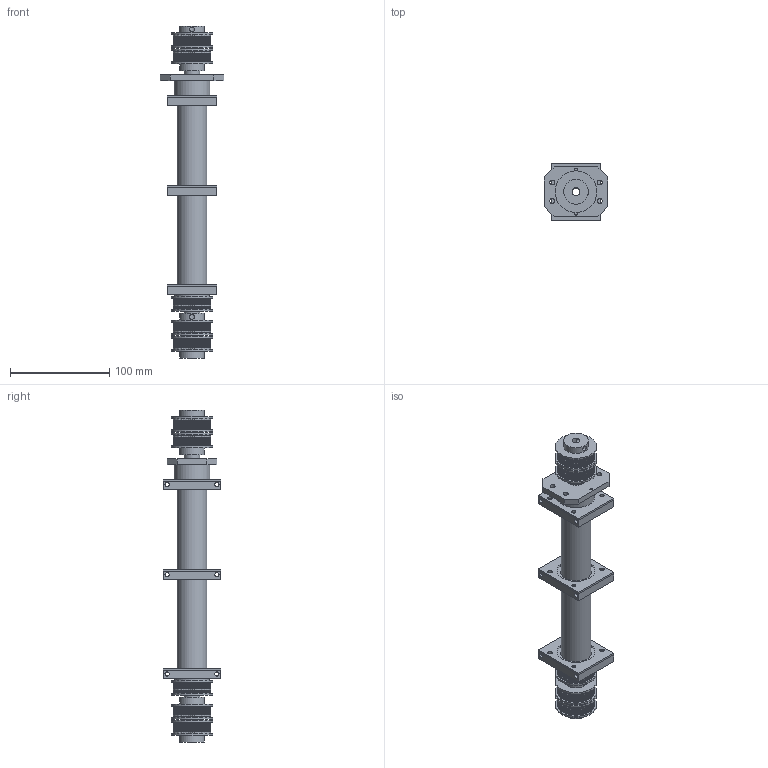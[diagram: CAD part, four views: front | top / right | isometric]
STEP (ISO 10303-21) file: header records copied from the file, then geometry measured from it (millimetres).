
FILE_DESCRIPTION(/* description */ (''),/* implementation_level */ '2;1');
FILE_NAME(/* name */ 'walek v107.step',/* time_stamp */ '2024-05-28T16:31:53+02:00',/* author */ (''),/* organization */ (''),/* preprocessor_version */ 'ST-DEVELOPER v20',/* originating_system */ 'Autodesk Translation Framework v13.14.0.145',/* authorisation */ '');
FILE_SCHEMA (('AUTOMOTIVE_DESIGN { 1 0 10303 214 3 1 1 }'));
Length unit declared in the file: millimetre
Products named in the file (20): walek; Pully v3; bearing holder; shaft; bearing holder_1; Bearing_42_30_7mm; bearing holder_2; cover; tuleja_gear; distance 1mm (1); GT2 60T b14 (10mm); GT2 60T b12 (10mm); GT2 60T b8 (10mm); Bearing 16_8_5; distance 4.5mm; Bearing_18_12_4mm; spacor end; distance 1mm; distance 2mm; distance 2mm (1)
Assembly tree (29 placements, depth 3):
  walek
    Pully v3
    bearing holder
      cover
    Bearing_42_30_7mm  x3
    shaft
    bearing holder_1
      cover
    bearing holder_2
      cover
    tuleja_gear
      distance 1mm (1)
    GT2 60T b14 (10mm)
    Bearing_18_12_4mm  x3
    GT2 60T b12 (10mm)  x2
    Bearing 16_8_5  x2
    GT2 60T b8 (10mm)  x2
    distance 4.5mm
    spacor end
    distance 1mm  x2
    distance 2mm
    distance 2mm (1)
Bounding box: 64 x 58 x 334.25 mm (x, y, z)
Volume: 289374.8 mm3; surface area: 129525 mm2
Topology: 34 solids, 34 shells, 1490 faces, 4149 edges, 2771 vertices
Faces by surface type: cylinder 1346, plane 144
Full cylindrical faces by diameter (mm): 3 x2, 4 x3, 4.2 x30, 5 x14, 8 x4, 8.4 x4, 10 x4, 11 x4, 12 x5, 12.3 x1, 12.4 x2, 13 x6, 14 x5, 15 x2, 16 x4, 17 x6, 18 x3, 18.2 x1, 25 x5, 30 x4, 30.4 x1, 31 x6, 35 x1, 36 x1, 38 x6, 39 x6, 42 x13, 42.4 x3
Entity records: 31249 total; most frequent: DIRECTION 6010, CARTESIAN_POINT 5557, ORIENTED_EDGE 5034, AXIS2_PLACEMENT_3D 2563, EDGE_CURVE 2517, VERTEX_POINT 1681, CIRCLE 1612, EDGE_LOOP 1036
